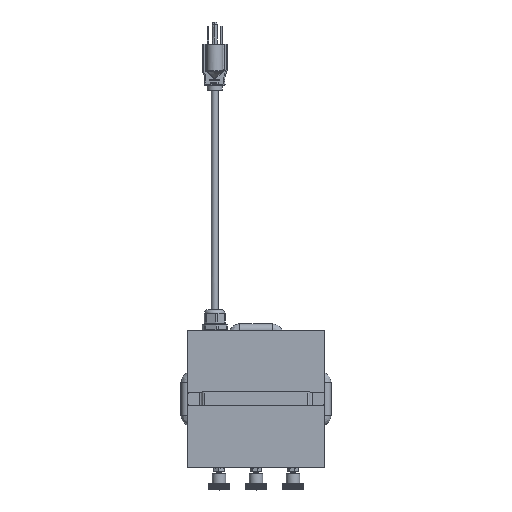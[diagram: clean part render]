
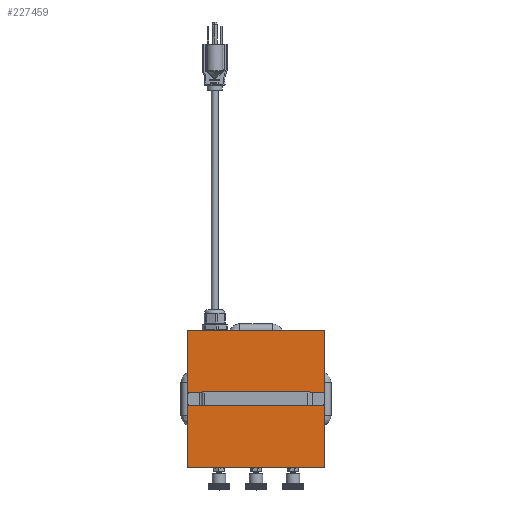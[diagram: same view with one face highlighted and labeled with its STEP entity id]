
A CAD part, top view. The second image highlights one B-rep face of the part: STEP entity #227459.
In plain terms, the highlighted free-form (B-spline) face has degree [1, 1] with [2, 2] control points.
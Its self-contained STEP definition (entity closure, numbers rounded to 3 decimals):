
#226645 = VERTEX_POINT('',#226646);
#226646 = CARTESIAN_POINT('',(0.,0.,107.987));
#226651 = EDGE_CURVE('',#226652,#226645,#226654,.T.);
#226652 = VERTEX_POINT('',#226653);
#226653 = CARTESIAN_POINT('',(0.,63.249,107.987));
#226654 = B_SPLINE_CURVE_WITH_KNOTS('',1,(#226655,#226656),
  .UNSPECIFIED.,.F.,.F.,(2,2),(0.,61.5),.PIECEWISE_BEZIER_KNOTS.);
#226655 = CARTESIAN_POINT('',(0.,63.249,107.987));
#226656 = CARTESIAN_POINT('',(0.,0.,107.987));
#226673 = VERTEX_POINT('',#226674);
#226674 = CARTESIAN_POINT('',(0.,70.448,107.987));
#226679 = EDGE_CURVE('',#226680,#226673,#226682,.T.);
#226680 = VERTEX_POINT('',#226681);
#226681 = CARTESIAN_POINT('',(0.,133.703,107.987));
#226682 = B_SPLINE_CURVE_WITH_KNOTS('',1,(#226683,#226684),
  .UNSPECIFIED.,.F.,.F.,(2,2),(0.,61.506),
  .PIECEWISE_BEZIER_KNOTS.);
#226683 = CARTESIAN_POINT('',(0.,133.703,107.987));
#226684 = CARTESIAN_POINT('',(0.,70.448,107.987));
#227110 = VERTEX_POINT('',#227111);
#227111 = CARTESIAN_POINT('',(133.698,133.703,
    107.987));
#227124 = EDGE_CURVE('',#227110,#226680,#227125,.T.);
#227125 = B_SPLINE_CURVE_WITH_KNOTS('',1,(#227126,#227127),
  .UNSPECIFIED.,.F.,.F.,(2,2),(0.,130.),.PIECEWISE_BEZIER_KNOTS.);
#227126 = CARTESIAN_POINT('',(133.698,133.703,
    107.987));
#227127 = CARTESIAN_POINT('',(0.,133.703,107.987));
#227459 = ADVANCED_FACE('',(#227460),#227556,.T.);
#227460 = FACE_BOUND('',#227461,.T.);
#227461 = EDGE_LOOP('',(#227462,#227463,#227471,#227478,#227485,#227492,
    #227498,#227499,#227506,#227513,#227521,#227528,#227535,#227542,
    #227550,#227555));
#227462 = ORIENTED_EDGE('',*,*,#226679,.T.);
#227463 = ORIENTED_EDGE('',*,*,#227464,.T.);
#227464 = EDGE_CURVE('',#226673,#227465,#227467,.T.);
#227465 = VERTEX_POINT('',#227466);
#227466 = CARTESIAN_POINT('',(3.085,73.534,
    107.987));
#227467 = ( BOUNDED_CURVE() B_SPLINE_CURVE(2,(#227468,#227469,#227470),
.UNSPECIFIED.,.F.,.F.) B_SPLINE_CURVE_WITH_KNOTS((3,3),(3.142,
4.712),.PIECEWISE_BEZIER_KNOTS.) CURVE() 
GEOMETRIC_REPRESENTATION_ITEM() RATIONAL_B_SPLINE_CURVE((1.,
0.707,1.)) REPRESENTATION_ITEM('') );
#227468 = CARTESIAN_POINT('',(0.,70.448,107.987));
#227469 = CARTESIAN_POINT('',(0.,73.534,
    107.987));
#227470 = CARTESIAN_POINT('',(3.085,73.534,
    107.987));
#227471 = ORIENTED_EDGE('',*,*,#227472,.T.);
#227472 = EDGE_CURVE('',#227465,#227473,#227475,.T.);
#227473 = VERTEX_POINT('',#227474);
#227474 = CARTESIAN_POINT('',(15.941,73.534,
    107.987));
#227475 = B_SPLINE_CURVE_WITH_KNOTS('',1,(#227476,#227477),
  .UNSPECIFIED.,.F.,.F.,(2,2),(0.,12.5),.PIECEWISE_BEZIER_KNOTS.);
#227476 = CARTESIAN_POINT('',(3.085,73.534,
    107.987));
#227477 = CARTESIAN_POINT('',(15.941,73.534,
    107.987));
#227478 = ORIENTED_EDGE('',*,*,#227479,.T.);
#227479 = EDGE_CURVE('',#227473,#227480,#227482,.T.);
#227480 = VERTEX_POINT('',#227481);
#227481 = CARTESIAN_POINT('',(15.941,60.164,
    107.987));
#227482 = B_SPLINE_CURVE_WITH_KNOTS('',1,(#227483,#227484),
  .UNSPECIFIED.,.F.,.F.,(2,2),(0.,13.),.PIECEWISE_BEZIER_KNOTS.);
#227483 = CARTESIAN_POINT('',(15.941,73.534,
    107.987));
#227484 = CARTESIAN_POINT('',(15.941,60.164,
    107.987));
#227485 = ORIENTED_EDGE('',*,*,#227486,.T.);
#227486 = EDGE_CURVE('',#227480,#227487,#227489,.T.);
#227487 = VERTEX_POINT('',#227488);
#227488 = CARTESIAN_POINT('',(3.085,60.164,
    107.987));
#227489 = B_SPLINE_CURVE_WITH_KNOTS('',1,(#227490,#227491),
  .UNSPECIFIED.,.F.,.F.,(2,2),(0.,12.5),.PIECEWISE_BEZIER_KNOTS.);
#227490 = CARTESIAN_POINT('',(15.941,60.164,
    107.987));
#227491 = CARTESIAN_POINT('',(3.085,60.164,
    107.987));
#227492 = ORIENTED_EDGE('',*,*,#227493,.T.);
#227493 = EDGE_CURVE('',#227487,#226652,#227494,.T.);
#227494 = ( BOUNDED_CURVE() B_SPLINE_CURVE(2,(#227495,#227496,#227497),
.UNSPECIFIED.,.F.,.F.) B_SPLINE_CURVE_WITH_KNOTS((3,3),(1.571,
3.142),.PIECEWISE_BEZIER_KNOTS.) CURVE() 
GEOMETRIC_REPRESENTATION_ITEM() RATIONAL_B_SPLINE_CURVE((1.,
0.707,1.)) REPRESENTATION_ITEM('') );
#227495 = CARTESIAN_POINT('',(3.085,60.164,
    107.987));
#227496 = CARTESIAN_POINT('',(0.,60.164,
    107.987));
#227497 = CARTESIAN_POINT('',(0.,63.249,107.987));
#227498 = ORIENTED_EDGE('',*,*,#226651,.T.);
#227499 = ORIENTED_EDGE('',*,*,#227500,.T.);
#227500 = EDGE_CURVE('',#226645,#227501,#227503,.T.);
#227501 = VERTEX_POINT('',#227502);
#227502 = CARTESIAN_POINT('',(133.698,0.,107.987));
#227503 = B_SPLINE_CURVE_WITH_KNOTS('',1,(#227504,#227505),
  .UNSPECIFIED.,.F.,.F.,(2,2),(0.,130.),.PIECEWISE_BEZIER_KNOTS.);
#227504 = CARTESIAN_POINT('',(0.,0.,107.987));
#227505 = CARTESIAN_POINT('',(133.698,0.,107.987));
#227506 = ORIENTED_EDGE('',*,*,#227507,.T.);
#227507 = EDGE_CURVE('',#227501,#227508,#227510,.T.);
#227508 = VERTEX_POINT('',#227509);
#227509 = CARTESIAN_POINT('',(133.698,63.249,
    107.987));
#227510 = B_SPLINE_CURVE_WITH_KNOTS('',1,(#227511,#227512),
  .UNSPECIFIED.,.F.,.F.,(2,2),(0.,61.5),.PIECEWISE_BEZIER_KNOTS.);
#227511 = CARTESIAN_POINT('',(133.698,0.,107.987));
#227512 = CARTESIAN_POINT('',(133.698,63.249,
    107.987));
#227513 = ORIENTED_EDGE('',*,*,#227514,.T.);
#227514 = EDGE_CURVE('',#227508,#227515,#227517,.T.);
#227515 = VERTEX_POINT('',#227516);
#227516 = CARTESIAN_POINT('',(130.612,60.164,
    107.987));
#227517 = ( BOUNDED_CURVE() B_SPLINE_CURVE(2,(#227518,#227519,#227520),
.UNSPECIFIED.,.F.,.F.) B_SPLINE_CURVE_WITH_KNOTS((3,3),(0.,
1.571),.PIECEWISE_BEZIER_KNOTS.) CURVE() 
GEOMETRIC_REPRESENTATION_ITEM() RATIONAL_B_SPLINE_CURVE((1.,
0.707,1.)) REPRESENTATION_ITEM('') );
#227518 = CARTESIAN_POINT('',(133.698,63.249,
    107.987));
#227519 = CARTESIAN_POINT('',(133.698,60.164,
    107.987));
#227520 = CARTESIAN_POINT('',(130.612,60.164,
    107.987));
#227521 = ORIENTED_EDGE('',*,*,#227522,.T.);
#227522 = EDGE_CURVE('',#227515,#227523,#227525,.T.);
#227523 = VERTEX_POINT('',#227524);
#227524 = CARTESIAN_POINT('',(117.757,60.164,
    107.987));
#227525 = B_SPLINE_CURVE_WITH_KNOTS('',1,(#227526,#227527),
  .UNSPECIFIED.,.F.,.F.,(2,2),(0.,12.5),.PIECEWISE_BEZIER_KNOTS.);
#227526 = CARTESIAN_POINT('',(130.612,60.164,
    107.987));
#227527 = CARTESIAN_POINT('',(117.757,60.164,
    107.987));
#227528 = ORIENTED_EDGE('',*,*,#227529,.F.);
#227529 = EDGE_CURVE('',#227530,#227523,#227532,.T.);
#227530 = VERTEX_POINT('',#227531);
#227531 = CARTESIAN_POINT('',(117.757,73.534,
    107.987));
#227532 = B_SPLINE_CURVE_WITH_KNOTS('',1,(#227533,#227534),
  .UNSPECIFIED.,.F.,.F.,(2,2),(0.,13.),.PIECEWISE_BEZIER_KNOTS.);
#227533 = CARTESIAN_POINT('',(117.757,73.534,
    107.987));
#227534 = CARTESIAN_POINT('',(117.757,60.164,
    107.987));
#227535 = ORIENTED_EDGE('',*,*,#227536,.T.);
#227536 = EDGE_CURVE('',#227530,#227537,#227539,.T.);
#227537 = VERTEX_POINT('',#227538);
#227538 = CARTESIAN_POINT('',(130.612,73.534,
    107.987));
#227539 = B_SPLINE_CURVE_WITH_KNOTS('',1,(#227540,#227541),
  .UNSPECIFIED.,.F.,.F.,(2,2),(0.,12.5),.PIECEWISE_BEZIER_KNOTS.);
#227540 = CARTESIAN_POINT('',(117.757,73.534,
    107.987));
#227541 = CARTESIAN_POINT('',(130.612,73.534,
    107.987));
#227542 = ORIENTED_EDGE('',*,*,#227543,.T.);
#227543 = EDGE_CURVE('',#227537,#227544,#227546,.T.);
#227544 = VERTEX_POINT('',#227545);
#227545 = CARTESIAN_POINT('',(133.698,70.448,
    107.987));
#227546 = ( BOUNDED_CURVE() B_SPLINE_CURVE(2,(#227547,#227548,#227549),
.UNSPECIFIED.,.F.,.F.) B_SPLINE_CURVE_WITH_KNOTS((3,3),(4.712,
6.283),.PIECEWISE_BEZIER_KNOTS.) CURVE() 
GEOMETRIC_REPRESENTATION_ITEM() RATIONAL_B_SPLINE_CURVE((1.,
0.707,1.)) REPRESENTATION_ITEM('') );
#227547 = CARTESIAN_POINT('',(130.612,73.534,
    107.987));
#227548 = CARTESIAN_POINT('',(133.698,73.534,
    107.987));
#227549 = CARTESIAN_POINT('',(133.698,70.448,
    107.987));
#227550 = ORIENTED_EDGE('',*,*,#227551,.T.);
#227551 = EDGE_CURVE('',#227544,#227110,#227552,.T.);
#227552 = B_SPLINE_CURVE_WITH_KNOTS('',1,(#227553,#227554),
  .UNSPECIFIED.,.F.,.F.,(2,2),(0.,61.506),
  .PIECEWISE_BEZIER_KNOTS.);
#227553 = CARTESIAN_POINT('',(133.698,70.448,
    107.987));
#227554 = CARTESIAN_POINT('',(133.698,133.703,
    107.987));
#227555 = ORIENTED_EDGE('',*,*,#227124,.T.);
#227556 = B_SPLINE_SURFACE_WITH_KNOTS('',1,1,(
    (#227557,#227558)
    ,(#227559,#227560
    )),.UNSPECIFIED.,.F.,.F.,.F.,(2,2),(2,2),(-0.006,130.),(
    0.014,130.014),.PIECEWISE_BEZIER_KNOTS.);
#227557 = CARTESIAN_POINT('',(133.698,0.,107.987));
#227558 = CARTESIAN_POINT('',(0.,0.,107.987));
#227559 = CARTESIAN_POINT('',(133.698,133.703,
    107.987));
#227560 = CARTESIAN_POINT('',(0.,133.703,107.987));
